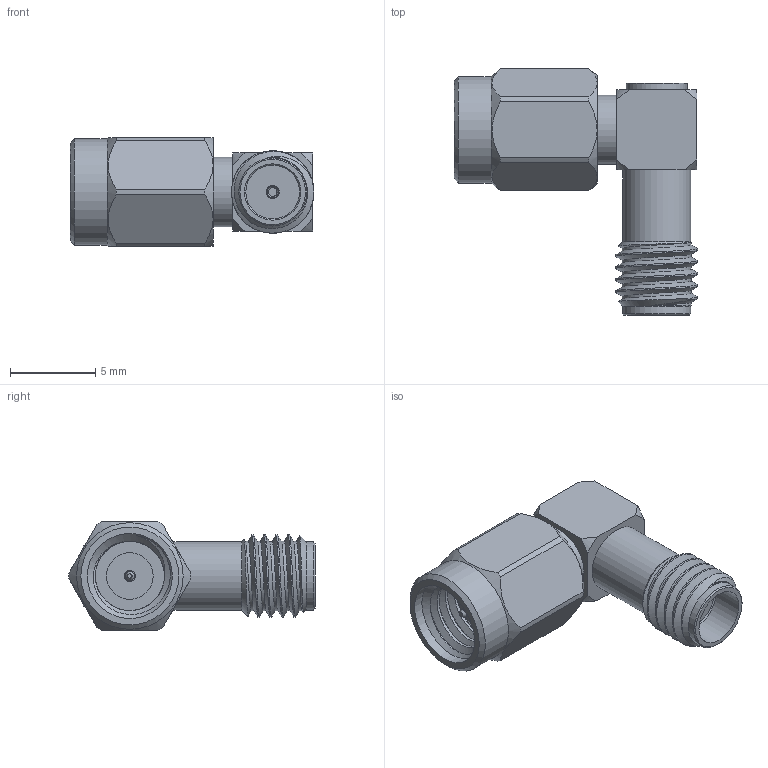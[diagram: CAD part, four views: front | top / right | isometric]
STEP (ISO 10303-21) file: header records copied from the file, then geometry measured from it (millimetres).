
FILE_DESCRIPTION (( 'STEP AP203' ), '1' );
FILE_NAME ('PE9334_3D.step', '2020-07-15T18:39:10', ( '' ), ( '' ), 'SwSTEP 2.0', 'SolidWorks 2018', '' );
FILE_SCHEMA (( 'CONFIG_CONTROL_DESIGN' ));
Length unit declared in the file: inch
Products named in the file (1): PE9334_3D
Bounding box: 14.29 x 14.43 x 6.35 mm (x, y, z)
Volume: 448.5 mm3; surface area: 602.1 mm2
Topology: 1 solids, 1 shells, 80 faces, 194 edges, 126 vertices
Faces by surface type: plane 30, cone 24, cylinder 20, bspline 6
Full cylindrical faces by diameter (mm): 0.508 x1, 0.531 x1, 0.658 x1, 0.762 x1, 2.731 x1, 3.302 x1, 3.556 x1, 3.988 x2, 4.064 x1, 4.978 x1, 6.248 x1
Entity records: 4711 total; most frequent: CARTESIAN_POINT 2985, ORIENTED_EDGE 328, DIRECTION 322, EDGE_CURVE 164, AXIS2_PLACEMENT_3D 141, VERTEX_POINT 116, EDGE_LOOP 110, FACE_OUTER_BOUND 92
